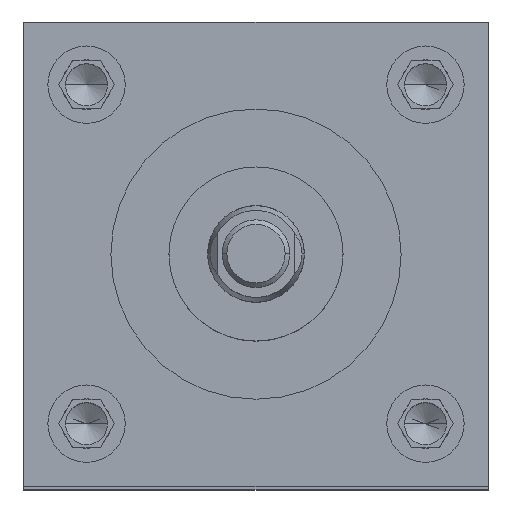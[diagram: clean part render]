
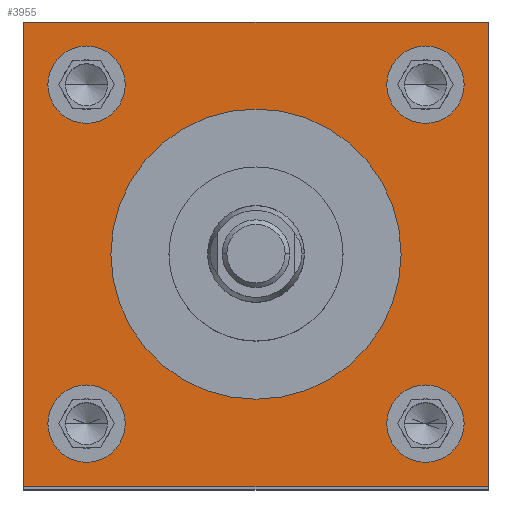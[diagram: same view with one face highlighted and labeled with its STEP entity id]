
A CAD part, top view. The second image highlights one B-rep face of the part: STEP entity #3955.
In plain terms, the highlighted planar face has unit normal (0, 0, 1).
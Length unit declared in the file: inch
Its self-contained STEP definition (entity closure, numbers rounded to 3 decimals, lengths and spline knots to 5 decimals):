
#158 = CARTESIAN_POINT ( 'NONE',  ( 1.095, -1.095, 13.75 ) ) ;
#283 = VERTEX_POINT ( 'NONE', #5501 ) ;
#297 = CARTESIAN_POINT ( 'NONE',  ( -0.845, -1.095, 13.75 ) ) ;
#298 = VERTEX_POINT ( 'NONE', #6092 ) ;
#307 = DIRECTION ( 'NONE',  ( 1., 0., 0. ) ) ;
#321 = ORIENTED_EDGE ( 'NONE', *, *, #4292, .F. ) ;
#415 = ORIENTED_EDGE ( 'NONE', *, *, #4742, .T. ) ;
#479 = ORIENTED_EDGE ( 'NONE', *, *, #2468, .F. ) ;
#526 = AXIS2_PLACEMENT_3D ( 'NONE', #6390, #6903, #1456 ) ;
#539 = CARTESIAN_POINT ( 'NONE',  ( 1.095, 1.095, 13.75 ) ) ;
#607 = ORIENTED_EDGE ( 'NONE', *, *, #1303, .F. ) ;
#623 = EDGE_CURVE ( 'NONE', #6737, #5059, #938, .T. ) ;
#713 = ORIENTED_EDGE ( 'NONE', *, *, #962, .F. ) ;
#720 = CIRCLE ( 'NONE', #2102, 0.25 ) ;
#787 = ORIENTED_EDGE ( 'NONE', *, *, #1714, .F. ) ;
#884 = AXIS2_PLACEMENT_3D ( 'NONE', #6807, #6772, #2380 ) ;
#930 = VERTEX_POINT ( 'NONE', #6780 ) ;
#938 = LINE ( 'NONE', #4263, #5284 ) ;
#962 = EDGE_CURVE ( 'NONE', #930, #2661, #720, .T. ) ;
#1069 = DIRECTION ( 'NONE',  ( 0., 0., 1. ) ) ;
#1128 = CARTESIAN_POINT ( 'NONE',  ( -1.5, -1.5, 13.75 ) ) ;
#1211 = VECTOR ( 'NONE', #307, 39.37008 ) ;
#1236 = DIRECTION ( 'NONE',  ( 0., 0., 1. ) ) ;
#1237 = FACE_BOUND ( 'NONE', #6925, .T. ) ;
#1262 = DIRECTION ( 'NONE',  ( 0., 0., 1. ) ) ;
#1303 = EDGE_CURVE ( 'NONE', #3833, #5892, #6116, .T. ) ;
#1310 = EDGE_CURVE ( 'NONE', #283, #5194, #6705, .T. ) ;
#1316 = CIRCLE ( 'NONE', #526, 0.9375 ) ;
#1381 = EDGE_LOOP ( 'NONE', ( #2904, #713 ) ) ;
#1456 = DIRECTION ( 'NONE',  ( 1., 0., 0. ) ) ;
#1515 = ORIENTED_EDGE ( 'NONE', *, *, #4555, .F. ) ;
#1554 = CIRCLE ( 'NONE', #2929, 0.9375 ) ;
#1691 = DIRECTION ( 'NONE',  ( 0., 0., 1. ) ) ;
#1714 = EDGE_CURVE ( 'NONE', #1780, #6543, #6234, .T. ) ;
#1780 = VERTEX_POINT ( 'NONE', #6460 ) ;
#1784 = FACE_OUTER_BOUND ( 'NONE', #3316, .T. ) ;
#1883 = AXIS2_PLACEMENT_3D ( 'NONE', #5642, #2364, #6207 ) ;
#1906 = CARTESIAN_POINT ( 'NONE',  ( 1.5, -1.5, 13.75 ) ) ;
#2083 = CARTESIAN_POINT ( 'NONE',  ( -1.095, -1.095, 13.75 ) ) ;
#2102 = AXIS2_PLACEMENT_3D ( 'NONE', #2917, #4077, #6225 ) ;
#2164 = CARTESIAN_POINT ( 'NONE',  ( -1.095, 1.095, 13.75 ) ) ;
#2195 = DIRECTION ( 'NONE',  ( 1., 0., 0. ) ) ;
#2218 = EDGE_CURVE ( 'NONE', #6543, #1780, #5005, .T. ) ;
#2242 = AXIS2_PLACEMENT_3D ( 'NONE', #158, #1262, #6568 ) ;
#2354 = CARTESIAN_POINT ( 'NONE',  ( 1.5, 1.5, 13.75 ) ) ;
#2364 = DIRECTION ( 'NONE',  ( 0., 0., 1. ) ) ;
#2380 = DIRECTION ( 'NONE',  ( 1., 0., 0. ) ) ;
#2424 = FACE_BOUND ( 'NONE', #3927, .T. ) ;
#2468 = EDGE_CURVE ( 'NONE', #5892, #3833, #5348, .T. ) ;
#2472 = CARTESIAN_POINT ( 'NONE',  ( 0.845, -1.095, 13.75 ) ) ;
#2490 = CIRCLE ( 'NONE', #4589, 0.25 ) ;
#2661 = VERTEX_POINT ( 'NONE', #5803 ) ;
#2729 = CARTESIAN_POINT ( 'NONE',  ( 1.345, -1.095, 13.75 ) ) ;
#2849 = CARTESIAN_POINT ( 'NONE',  ( 0.845, 1.095, 13.75 ) ) ;
#2861 = CARTESIAN_POINT ( 'NONE',  ( 0., 0., 13.75 ) ) ;
#2904 = ORIENTED_EDGE ( 'NONE', *, *, #3227, .F. ) ;
#2917 = CARTESIAN_POINT ( 'NONE',  ( -1.095, 1.095, 13.75 ) ) ;
#2929 = AXIS2_PLACEMENT_3D ( 'NONE', #2861, #1236, #5640 ) ;
#2939 = VECTOR ( 'NONE', #5240, 39.37008 ) ;
#2966 = FACE_BOUND ( 'NONE', #3032, .T. ) ;
#3014 = AXIS2_PLACEMENT_3D ( 'NONE', #5486, #1691, #3204 ) ;
#3028 = LINE ( 'NONE', #4231, #2939 ) ;
#3032 = EDGE_LOOP ( 'NONE', ( #607, #479 ) ) ;
#3033 = EDGE_CURVE ( 'NONE', #5194, #283, #7111, .T. ) ;
#3108 = CARTESIAN_POINT ( 'NONE',  ( -1.5, -1.5, 13.75 ) ) ;
#3204 = DIRECTION ( 'NONE',  ( 1., 0., 0. ) ) ;
#3227 = EDGE_CURVE ( 'NONE', #2661, #930, #2490, .T. ) ;
#3316 = EDGE_LOOP ( 'NONE', ( #5510, #415, #5432, #4765 ) ) ;
#3355 = AXIS2_PLACEMENT_3D ( 'NONE', #539, #1069, #2195 ) ;
#3471 = ORIENTED_EDGE ( 'NONE', *, *, #3033, .F. ) ;
#3611 = EDGE_LOOP ( 'NONE', ( #787, #6053 ) ) ;
#3726 = LINE ( 'NONE', #3108, #1211 ) ;
#3833 = VERTEX_POINT ( 'NONE', #2729 ) ;
#3902 = VERTEX_POINT ( 'NONE', #4645 ) ;
#3927 = EDGE_LOOP ( 'NONE', ( #1515, #321 ) ) ;
#3955 = ADVANCED_FACE ( 'NONE', ( #2966, #6716, #1237, #6825, #2424, #1784 ), #4617, .F. ) ;
#3986 = CARTESIAN_POINT ( 'NONE',  ( -1.5, 1.5, 13.75 ) ) ;
#4077 = DIRECTION ( 'NONE',  ( 0., 0., 1. ) ) ;
#4184 = EDGE_CURVE ( 'NONE', #298, #4192, #4463, .T. ) ;
#4192 = VERTEX_POINT ( 'NONE', #1128 ) ;
#4231 = CARTESIAN_POINT ( 'NONE',  ( -1.5, 1.5, 13.75 ) ) ;
#4263 = CARTESIAN_POINT ( 'NONE',  ( 1.5, -1.5, 13.75 ) ) ;
#4292 = EDGE_CURVE ( 'NONE', #4404, #3902, #1316, .T. ) ;
#4373 = DIRECTION ( 'NONE',  ( 0., 0., 1. ) ) ;
#4404 = VERTEX_POINT ( 'NONE', #5963 ) ;
#4463 = LINE ( 'NONE', #4930, #4789 ) ;
#4555 = EDGE_CURVE ( 'NONE', #3902, #4404, #1554, .T. ) ;
#4589 = AXIS2_PLACEMENT_3D ( 'NONE', #2164, #5302, #6513 ) ;
#4617 = PLANE ( 'NONE',  #6193 ) ;
#4645 = CARTESIAN_POINT ( 'NONE',  ( 0.9375, 0., 13.75 ) ) ;
#4687 = ORIENTED_EDGE ( 'NONE', *, *, #1310, .F. ) ;
#4742 = EDGE_CURVE ( 'NONE', #4192, #6737, #3726, .T. ) ;
#4765 = ORIENTED_EDGE ( 'NONE', *, *, #5214, .T. ) ;
#4789 = VECTOR ( 'NONE', #6667, 39.37008 ) ;
#4930 = CARTESIAN_POINT ( 'NONE',  ( -1.5, -1.5, 13.75 ) ) ;
#4953 = DIRECTION ( 'NONE',  ( 1., 0., 0. ) ) ;
#5005 = CIRCLE ( 'NONE', #1883, 0.25 ) ;
#5059 = VERTEX_POINT ( 'NONE', #2354 ) ;
#5105 = DIRECTION ( 'NONE',  ( 0., 0., -1. ) ) ;
#5194 = VERTEX_POINT ( 'NONE', #297 ) ;
#5214 = EDGE_CURVE ( 'NONE', #5059, #298, #3028, .T. ) ;
#5240 = DIRECTION ( 'NONE',  ( -1., 0., 0. ) ) ;
#5243 = DIRECTION ( 'NONE',  ( 0., 1., 0. ) ) ;
#5284 = VECTOR ( 'NONE', #5243, 39.37008 ) ;
#5302 = DIRECTION ( 'NONE',  ( 0., 0., 1. ) ) ;
#5348 = CIRCLE ( 'NONE', #2242, 0.25 ) ;
#5432 = ORIENTED_EDGE ( 'NONE', *, *, #623, .T. ) ;
#5486 = CARTESIAN_POINT ( 'NONE',  ( 1.095, -1.095, 13.75 ) ) ;
#5501 = CARTESIAN_POINT ( 'NONE',  ( -1.345, -1.095, 13.75 ) ) ;
#5510 = ORIENTED_EDGE ( 'NONE', *, *, #4184, .T. ) ;
#5640 = DIRECTION ( 'NONE',  ( 1., 0., 0. ) ) ;
#5642 = CARTESIAN_POINT ( 'NONE',  ( 1.095, 1.095, 13.75 ) ) ;
#5803 = CARTESIAN_POINT ( 'NONE',  ( -0.845, 1.095, 13.75 ) ) ;
#5892 = VERTEX_POINT ( 'NONE', #2472 ) ;
#5963 = CARTESIAN_POINT ( 'NONE',  ( -0.9375, 0., 13.75 ) ) ;
#6053 = ORIENTED_EDGE ( 'NONE', *, *, #2218, .F. ) ;
#6092 = CARTESIAN_POINT ( 'NONE',  ( -1.5, 1.5, 13.75 ) ) ;
#6116 = CIRCLE ( 'NONE', #3014, 0.25 ) ;
#6193 = AXIS2_PLACEMENT_3D ( 'NONE', #3986, #5105, #6757 ) ;
#6207 = DIRECTION ( 'NONE',  ( 1., 0., 0. ) ) ;
#6225 = DIRECTION ( 'NONE',  ( 1., 0., 0. ) ) ;
#6234 = CIRCLE ( 'NONE', #3355, 0.25 ) ;
#6390 = CARTESIAN_POINT ( 'NONE',  ( 0., 0., 13.75 ) ) ;
#6460 = CARTESIAN_POINT ( 'NONE',  ( 1.345, 1.095, 13.75 ) ) ;
#6513 = DIRECTION ( 'NONE',  ( 1., 0., 0. ) ) ;
#6543 = VERTEX_POINT ( 'NONE', #2849 ) ;
#6568 = DIRECTION ( 'NONE',  ( 1., 0., 0. ) ) ;
#6667 = DIRECTION ( 'NONE',  ( 0., -1., 0. ) ) ;
#6705 = CIRCLE ( 'NONE', #7053, 0.25 ) ;
#6716 = FACE_BOUND ( 'NONE', #3611, .T. ) ;
#6737 = VERTEX_POINT ( 'NONE', #1906 ) ;
#6757 = DIRECTION ( 'NONE',  ( -1., 0., 0. ) ) ;
#6772 = DIRECTION ( 'NONE',  ( 0., 0., 1. ) ) ;
#6780 = CARTESIAN_POINT ( 'NONE',  ( -1.345, 1.095, 13.75 ) ) ;
#6807 = CARTESIAN_POINT ( 'NONE',  ( -1.095, -1.095, 13.75 ) ) ;
#6825 = FACE_BOUND ( 'NONE', #1381, .T. ) ;
#6903 = DIRECTION ( 'NONE',  ( 0., 0., 1. ) ) ;
#6925 = EDGE_LOOP ( 'NONE', ( #3471, #4687 ) ) ;
#7053 = AXIS2_PLACEMENT_3D ( 'NONE', #2083, #4373, #4953 ) ;
#7111 = CIRCLE ( 'NONE', #884, 0.25 ) ;
